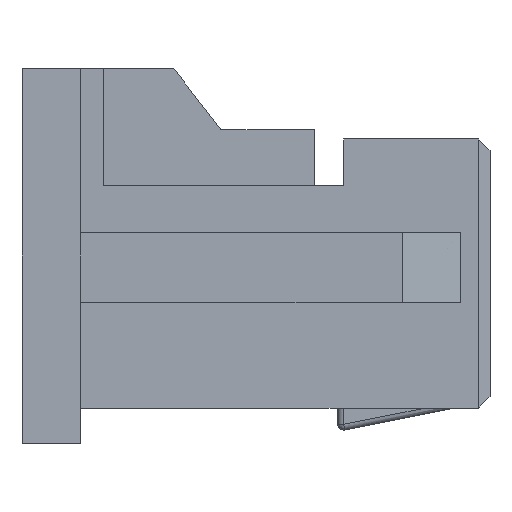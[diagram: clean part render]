
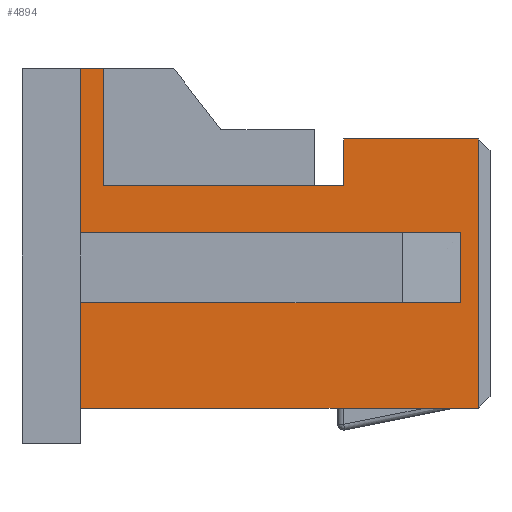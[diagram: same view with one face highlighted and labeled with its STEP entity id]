
A CAD part, left-side view. The second image highlights one B-rep face of the part: STEP entity #4894.
In plain terms, the highlighted planar face has unit normal (-1, 0, 0).
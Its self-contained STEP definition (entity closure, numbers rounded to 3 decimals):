
#554=DIRECTION('',(0.,0.,1.));
#555=VECTOR('',#554,1.);
#556=CARTESIAN_POINT('',(-2.685,3.3,0.6));
#557=LINE('',#556,#555);
#690=DIRECTION('',(0.,-1.,0.));
#691=VECTOR('',#690,0.2);
#692=CARTESIAN_POINT('',(-2.685,3.5,1.6));
#693=LINE('',#692,#691);
#1067=DIRECTION('',(0.,1.,0.));
#1068=VECTOR('',#1067,1.15);
#1069=CARTESIAN_POINT('',(-2.685,0.1,1.));
#1070=LINE('',#1069,#1068);
#1203=DIRECTION('',(0.,1.,0.));
#1204=VECTOR('',#1203,3.4);
#1205=CARTESIAN_POINT('',(-2.685,0.1,-1.3));
#1206=LINE('',#1205,#1204);
#1335=DIRECTION('',(0.,0.,1.));
#1336=VECTOR('',#1335,0.9);
#1337=CARTESIAN_POINT('',(-2.685,3.5,-1.3));
#1338=LINE('',#1337,#1336);
#1399=DIRECTION('',(0.,0.,1.));
#1400=VECTOR('',#1399,0.6);
#1401=CARTESIAN_POINT('',(-2.685,0.25,-0.4));
#1402=LINE('',#1401,#1400);
#1403=DIRECTION('',(0.,1.,0.));
#1404=VECTOR('',#1403,3.25);
#1405=CARTESIAN_POINT('',(-2.685,0.25,0.2));
#1406=LINE('',#1405,#1404);
#1407=DIRECTION('',(0.,0.,1.));
#1408=VECTOR('',#1407,1.4);
#1409=CARTESIAN_POINT('',(-2.685,3.5,0.2));
#1410=LINE('',#1409,#1408);
#1411=DIRECTION('',(0.,1.,0.));
#1412=VECTOR('',#1411,2.05);
#1413=CARTESIAN_POINT('',(-2.685,1.25,0.6));
#1414=LINE('',#1413,#1412);
#1415=DIRECTION('',(0.,0.,-1.));
#1416=VECTOR('',#1415,0.4);
#1417=CARTESIAN_POINT('',(-2.685,1.25,1.));
#1418=LINE('',#1417,#1416);
#1419=DIRECTION('',(0.,0.,1.));
#1420=VECTOR('',#1419,2.3);
#1421=CARTESIAN_POINT('',(-2.685,0.1,-1.3));
#1422=LINE('',#1421,#1420);
#1443=DIRECTION('',(0.,1.,0.));
#1444=VECTOR('',#1443,3.25);
#1445=CARTESIAN_POINT('',(-2.685,0.25,-0.4));
#1446=LINE('',#1445,#1444);
#2486=CARTESIAN_POINT('',(-2.685,3.5,0.2));
#2488=VERTEX_POINT('',#2486);
#2489=CARTESIAN_POINT('',(-2.685,3.5,-0.4));
#2491=VERTEX_POINT('',#2489);
#2493=CARTESIAN_POINT('',(-2.685,3.5,-1.3));
#2494=VERTEX_POINT('',#2493);
#2503=CARTESIAN_POINT('',(-2.685,1.25,1.));
#2504=CARTESIAN_POINT('',(-2.685,1.25,0.6));
#2505=VERTEX_POINT('',#2503);
#2506=VERTEX_POINT('',#2504);
#2563=CARTESIAN_POINT('',(-2.685,3.3,0.6));
#2564=VERTEX_POINT('',#2563);
#2587=CARTESIAN_POINT('',(-2.685,3.5,1.6));
#2588=VERTEX_POINT('',#2587);
#2593=CARTESIAN_POINT('',(-2.685,3.3,1.6));
#2594=VERTEX_POINT('',#2593);
#3164=CARTESIAN_POINT('',(-2.685,0.1,1.));
#3165=VERTEX_POINT('',#3164);
#3168=CARTESIAN_POINT('',(-2.685,0.1,-1.3));
#3169=VERTEX_POINT('',#3168);
#3233=CARTESIAN_POINT('',(-2.685,0.25,0.2));
#3235=VERTEX_POINT('',#3233);
#3236=CARTESIAN_POINT('',(-2.685,0.25,-0.4));
#3237=VERTEX_POINT('',#3236);
#4872=CARTESIAN_POINT('',(-2.685,0.,0.2));
#4873=DIRECTION('',(1.,0.,0.));
#4874=DIRECTION('',(0.,0.,1.));
#4875=AXIS2_PLACEMENT_3D('',#4872,#4873,#4874);
#4876=PLANE('',#4875);
#4878=ORIENTED_EDGE('',*,*,#4877,.T.);
#4880=ORIENTED_EDGE('',*,*,#4879,.T.);
#4881=ORIENTED_EDGE('',*,*,#4744,.T.);
#4882=ORIENTED_EDGE('',*,*,#3927,.T.);
#4883=ORIENTED_EDGE('',*,*,#3779,.F.);
#4884=ORIENTED_EDGE('',*,*,#4211,.F.);
#4885=ORIENTED_EDGE('',*,*,#4287,.F.);
#4886=ORIENTED_EDGE('',*,*,#4460,.F.);
#4887=ORIENTED_EDGE('',*,*,#4529,.F.);
#4888=ORIENTED_EDGE('',*,*,#4573,.T.);
#4889=ORIENTED_EDGE('',*,*,#4752,.T.);
#4891=ORIENTED_EDGE('',*,*,#4890,.F.);
#4892=EDGE_LOOP('',(#4878,#4880,#4881,#4882,#4883,#4884,#4885,#4886,#4887,#4888,
#4889,#4891));
#4893=FACE_OUTER_BOUND('',#4892,.F.);
#3779=EDGE_CURVE('',#2564,#2594,#557,.T.);
#3927=EDGE_CURVE('',#2588,#2594,#693,.T.);
#4211=EDGE_CURVE('',#2506,#2564,#1414,.T.);
#4287=EDGE_CURVE('',#2505,#2506,#1418,.T.);
#4460=EDGE_CURVE('',#3165,#2505,#1070,.T.);
#4529=EDGE_CURVE('',#3169,#3165,#1422,.T.);
#4573=EDGE_CURVE('',#3169,#2494,#1206,.T.);
#4744=EDGE_CURVE('',#2488,#2588,#1410,.T.);
#4752=EDGE_CURVE('',#2494,#2491,#1338,.T.);
#4877=EDGE_CURVE('',#3237,#3235,#1402,.T.);
#4879=EDGE_CURVE('',#3235,#2488,#1406,.T.);
#4890=EDGE_CURVE('',#3237,#2491,#1446,.T.);
#4894=ADVANCED_FACE('',(#4893),#4876,.F.);
